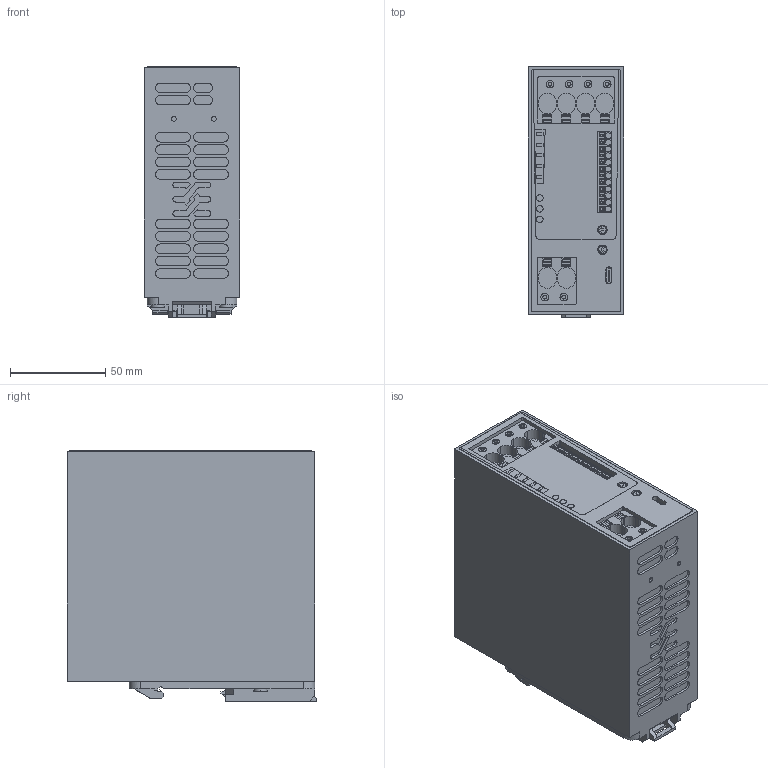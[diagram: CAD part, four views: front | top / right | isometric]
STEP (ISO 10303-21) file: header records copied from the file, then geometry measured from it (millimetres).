
FILE_DESCRIPTION(('CATIA V5 STEP Exchange','CAx-IF Rec.Pracs.--- Model Styling and Organization---1.5--- 2016-08-15','CAx-IF Rec.Pracs.---Supplemental Geometry---1.0---2011-11-01','CAx-IF Rec.Pracs.--- Composite Materials ---1.1---2010-07-15'),'2;1');
FILE_NAME ('D1664788_0', '2025-07-09T05:13:13+00:00', ('none'), ('Weidmueller'), 'CATIA Version 5-6 Release 2024 SP4', 'CATIA V5 STEP AP214 v3', 'none');
FILE_SCHEMA(('AUTOMOTIVE_DESIGN { 1 0 10303 214 1 1 1 1 }'));
Length unit declared in the file: millimetre
Products named in the file (1): S3D_DURA_MAX_DC_UPS_24V_40A
Bounding box: 50.05 x 131.2 x 131.57 mm (x, y, z)
Volume: 798086.6 mm3; surface area: 69244.2 mm2
Topology: 1 solids, 1 shells, 1340 faces, 3610 edges, 2400 vertices
Faces by surface type: plane 913, cylinder 411, extrusion 16
Entity records: 42399 total; most frequent: CARTESIAN_POINT 10620, ORIENTED_EDGE 7220, DIRECTION 4965, EDGE_CURVE 3610, VECTOR 2714, LINE 2698, VERTEX_POINT 2400, AXIS2_PLACEMENT_3D 1477
